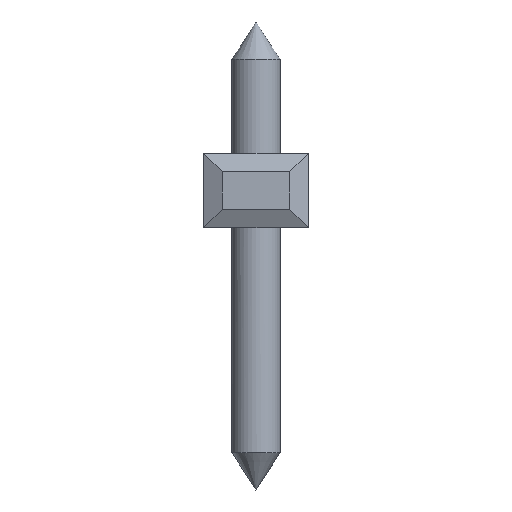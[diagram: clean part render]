
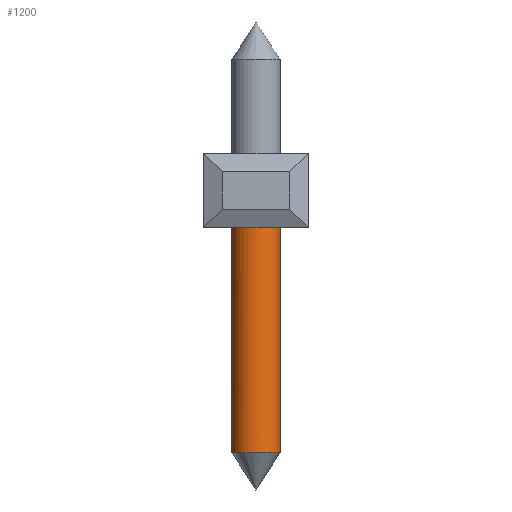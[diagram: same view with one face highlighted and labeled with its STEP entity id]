
A CAD part, left-side view. The second image highlights one B-rep face of the part: STEP entity #1200.
In plain terms, the highlighted cylindrical face has radius 0.65 mm (diameter 1.3 mm), a full revolution.
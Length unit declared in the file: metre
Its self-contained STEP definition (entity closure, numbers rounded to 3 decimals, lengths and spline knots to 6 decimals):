
#1200=ADVANCED_FACE('',(#2501,#2502),#2503,.T.);
#2501=FACE_OUTER_BOUND('',#3918,.T.);
#2502=FACE_OUTER_BOUND('',#3919,.T.);
#2503=CYLINDRICAL_SURFACE('',#3920,0.00065);
#3918=EDGE_LOOP('',(#7445));
#3919=EDGE_LOOP('',(#7446));
#3920=AXIS2_PLACEMENT_3D('',#7447,#7448,#7449);
#7445=ORIENTED_EDGE('',*,*,#9029,.F.);
#7446=ORIENTED_EDGE('',*,*,#9108,.F.);
#7447=CARTESIAN_POINT('',(-0.00435,-0.03326,0.0025));
#7448=DIRECTION('',(0.0,0.,-1.0));
#7449=DIRECTION('',(-1.0,0.0,0.0));
#9029=EDGE_CURVE('',#10958,#10958,#10959,.T.);
#9108=EDGE_CURVE('',#11062,#11062,#11063,.T.);
#10958=VERTEX_POINT('',#13734);
#10959=CIRCLE('',#13735,0.00065);
#11062=VERTEX_POINT('',#13884);
#11063=CIRCLE('',#13885,0.00065);
#13734=CARTESIAN_POINT('',(-0.00435,-0.03391,-0.0018));
#13735=AXIS2_PLACEMENT_3D('',#14941,#14942,#14943);
#13884=CARTESIAN_POINT('',(-0.00396,-0.03274,-0.008));
#13885=AXIS2_PLACEMENT_3D('',#14999,#15000,#15001);
#14941=CARTESIAN_POINT('',(-0.00435,-0.03326,-0.0018));
#14942=DIRECTION('',(0.0,0.,1.0));
#14943=DIRECTION('',(0.0,-1.0,0.));
#14999=CARTESIAN_POINT('',(-0.00435,-0.03326,-0.008));
#15000=DIRECTION('',(0.,0.,-1.0));
#15001=DIRECTION('',(0.6,0.8,0.));
